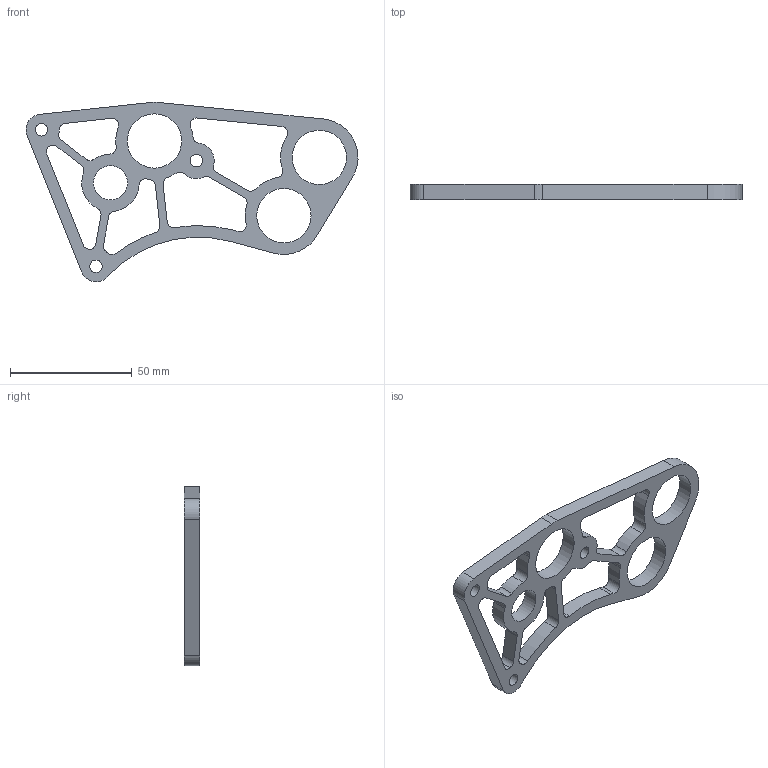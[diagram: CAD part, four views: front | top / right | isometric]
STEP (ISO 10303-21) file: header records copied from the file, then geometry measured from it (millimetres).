
FILE_DESCRIPTION(/* description */ ('STEP AP242','CAx-IF Rec.Pracs.---Representation and Presentation of Product Manufacturing Information (PMI)---4.0---2014-10-13','CAx-IF Rec.Pracs.---3D Tessellated Geometry---0.4---2014-09-14','2;1'),/* implementation_level */ '2;1');
FILE_NAME(/* name */ '69002249d9d94edc88f1f9c8',/* time_stamp */ '2025-10-28T01:54:17Z',/* author */ (''),/* organization */ (''),/* preprocessor_version */ 'ST-DEVELOPER v20',/* originating_system */ 'ONSHAPE BY PTC INC, 1.205',/* authorisation */ ' ');
FILE_SCHEMA (('AP242_MANAGED_MODEL_BASED_3D_ENGINEERING_MIM_LF { 1 0 10303 442 1 1 4 }'));
Length unit declared in the file: metre
Products named in the file (1): Motor Plate Left
Bounding box: 136.12 x 6.35 x 73.59 mm (x, y, z)
Volume: 19569.6 mm3; surface area: 13366.8 mm2
Topology: 1 solids, 1 shells, 78 faces, 228 edges, 152 vertices
Faces by surface type: cylinder 58, plane 20
Full cylindrical faces by diameter (mm): 5.105 x3, 14.05 x1, 22.276 x3
Entity records: 2683 total; most frequent: DIRECTION 495, CARTESIAN_POINT 452, ORIENTED_EDGE 442, EDGE_CURVE 221, AXIS2_PLACEMENT_3D 195, VERTEX_POINT 152, CIRCLE 116, EDGE_LOOP 109
